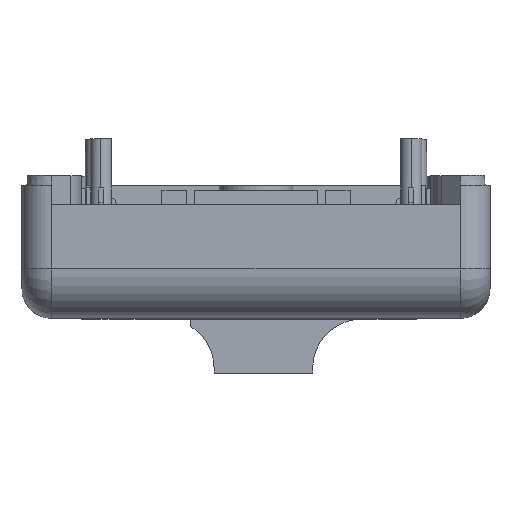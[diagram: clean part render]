
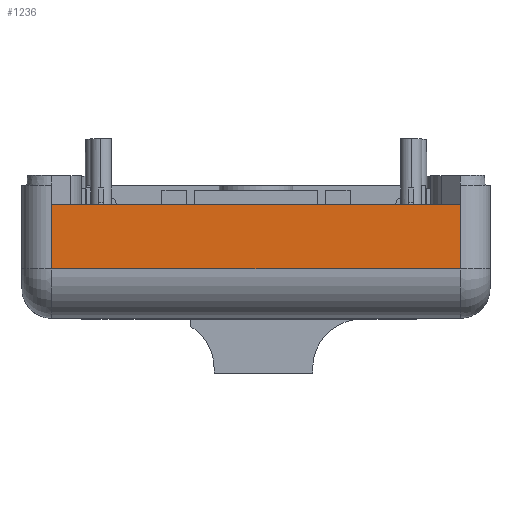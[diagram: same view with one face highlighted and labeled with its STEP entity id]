
A CAD part, top view. The second image highlights one B-rep face of the part: STEP entity #1236.
In plain terms, the highlighted planar face has unit normal (0, 0, 1).
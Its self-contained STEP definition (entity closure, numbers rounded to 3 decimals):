
#928 = LINE ( 'NONE', #9266, #12718 ) ;
#1236 = ADVANCED_FACE ( 'NONE', ( #4761 ), #3757, .T. ) ;
#1516 = DIRECTION ( 'NONE',  ( 1., 0., 0. ) ) ;
#1974 = VECTOR ( 'NONE', #9092, 1000. ) ;
#2627 = CARTESIAN_POINT ( 'NONE',  ( 26.959, 10., 50.172 ) ) ;
#2649 = CARTESIAN_POINT ( 'NONE',  ( 0., 0., 50.172 ) ) ;
#3662 = AXIS2_PLACEMENT_3D ( 'NONE', #2649, #4897, #12620 ) ;
#3757 = PLANE ( 'NONE',  #3662 ) ;
#4589 = CARTESIAN_POINT ( 'NONE',  ( 26.959, 23., 50.172 ) ) ;
#4761 = FACE_OUTER_BOUND ( 'NONE', #11102, .T. ) ;
#4897 = DIRECTION ( 'NONE',  ( 0., 0., 1. ) ) ;
#4955 = LINE ( 'NONE', #11273, #1974 ) ;
#5465 = ORIENTED_EDGE ( 'NONE', *, *, #6669, .T. ) ;
#6026 = EDGE_CURVE ( 'NONE', #9916, #12789, #11851, .T. ) ;
#6119 = EDGE_CURVE ( 'NONE', #8590, #6554, #4955, .T. ) ;
#6304 = ORIENTED_EDGE ( 'NONE', *, *, #6026, .T. ) ;
#6554 = VERTEX_POINT ( 'NONE', #4589 ) ;
#6669 = EDGE_CURVE ( 'NONE', #12789, #8590, #928, .T. ) ;
#6907 = CARTESIAN_POINT ( 'NONE',  ( 0., 23., 50.172 ) ) ;
#6920 = VECTOR ( 'NONE', #8007, 1000. ) ;
#7405 = ORIENTED_EDGE ( 'NONE', *, *, #12907, .T. ) ;
#7605 = LINE ( 'NONE', #6907, #6920 ) ;
#7769 = CARTESIAN_POINT ( 'NONE',  ( -56.041, 10., 50.172 ) ) ;
#7835 = DIRECTION ( 'NONE',  ( 0., -1., 0. ) ) ;
#8007 = DIRECTION ( 'NONE',  ( -1., 0., 0. ) ) ;
#8590 = VERTEX_POINT ( 'NONE', #2627 ) ;
#9092 = DIRECTION ( 'NONE',  ( 0., 1., 0. ) ) ;
#9259 = VECTOR ( 'NONE', #7835, 1000. ) ;
#9266 = CARTESIAN_POINT ( 'NONE',  ( 32.959, 10., 50.172 ) ) ;
#9916 = VERTEX_POINT ( 'NONE', #13057 ) ;
#10023 = CARTESIAN_POINT ( 'NONE',  ( -56.041, 0., 50.172 ) ) ;
#11102 = EDGE_LOOP ( 'NONE', ( #13147, #7405, #6304, #5465 ) ) ;
#11273 = CARTESIAN_POINT ( 'NONE',  ( 26.959, 0., 50.172 ) ) ;
#11851 = LINE ( 'NONE', #10023, #9259 ) ;
#12620 = DIRECTION ( 'NONE',  ( 1., 0., 0. ) ) ;
#12718 = VECTOR ( 'NONE', #1516, 1000. ) ;
#12789 = VERTEX_POINT ( 'NONE', #7769 ) ;
#12907 = EDGE_CURVE ( 'NONE', #6554, #9916, #7605, .T. ) ;
#13057 = CARTESIAN_POINT ( 'NONE',  ( -56.041, 23., 50.172 ) ) ;
#13147 = ORIENTED_EDGE ( 'NONE', *, *, #6119, .T. ) ;
